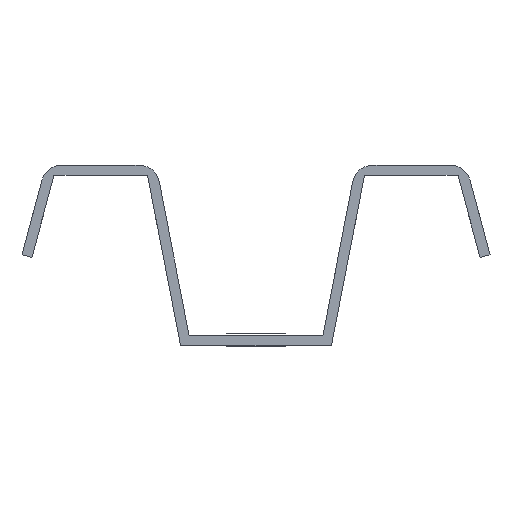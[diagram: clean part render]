
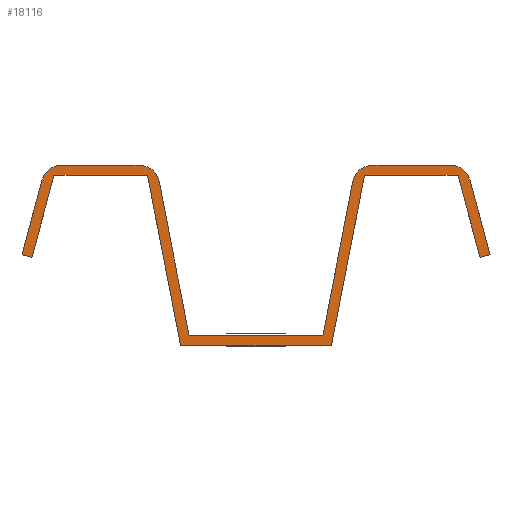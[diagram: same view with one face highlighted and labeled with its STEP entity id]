
A CAD part, front view. The second image highlights one B-rep face of the part: STEP entity #18116.
In plain terms, the highlighted planar face has unit normal (0, -1, 0).
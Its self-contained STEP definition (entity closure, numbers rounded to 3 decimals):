
#1002=FACE_OUTER_BOUND('',#1744,.T.);
#1744=EDGE_LOOP('',(#16777,#16778,#16779,#16780,#16781,#16782,#16783,#16784,
#16785,#16786,#16787,#16788,#16789,#16790,#16791,#16792,#16793,#16794,#16795,
#16796));
#2225=CIRCLE('',#19235,3.);
#2226=CIRCLE('',#19315,3.);
#2228=CIRCLE('',#19404,3.);
#2230=CIRCLE('',#19487,3.);
#3996=LINE('',#28831,#6288);
#4039=LINE('',#28878,#6331);
#4199=LINE('',#29122,#6491);
#4238=LINE('',#29200,#6530);
#4245=LINE('',#29255,#6537);
#4330=LINE('',#29385,#6622);
#4338=LINE('',#29398,#6630);
#4453=LINE('',#29597,#6745);
#4512=LINE('',#29718,#6804);
#4515=LINE('',#29725,#6807);
#4516=LINE('',#29728,#6808);
#4518=LINE('',#29731,#6810);
#4519=LINE('',#29734,#6811);
#4521=LINE('',#29737,#6813);
#4522=LINE('',#29740,#6814);
#4524=LINE('',#29743,#6816);
#6288=VECTOR('',#23035,1.);
#6331=VECTOR('',#23084,1.);
#6491=VECTOR('',#23402,1.);
#6530=VECTOR('',#23513,1.);
#6537=VECTOR('',#23612,1.);
#6622=VECTOR('',#23779,1.);
#6630=VECTOR('',#23789,1.);
#6745=VECTOR('',#24064,1.);
#6804=VECTOR('',#24227,1.);
#6807=VECTOR('',#24238,1.);
#6808=VECTOR('',#24241,1.);
#6810=VECTOR('',#24245,1.);
#6811=VECTOR('',#24248,1.);
#6813=VECTOR('',#24252,1.);
#6814=VECTOR('',#24255,1.);
#6816=VECTOR('',#24259,1.);
#8739=VERTEX_POINT('',#28828);
#8740=VERTEX_POINT('',#28830);
#8741=VERTEX_POINT('',#28877);
#8743=VERTEX_POINT('',#29062);
#8744=VERTEX_POINT('',#29064);
#8745=VERTEX_POINT('',#29119);
#8746=VERTEX_POINT('',#29121);
#8749=VERTEX_POINT('',#29199);
#8750=VERTEX_POINT('',#29252);
#8751=VERTEX_POINT('',#29254);
#8755=VERTEX_POINT('',#29383);
#8758=VERTEX_POINT('',#29395);
#8759=VERTEX_POINT('',#29397);
#8761=VERTEX_POINT('',#29512);
#8763=VERTEX_POINT('',#29596);
#8765=VERTEX_POINT('',#29683);
#8773=VERTEX_POINT('',#29716);
#8774=VERTEX_POINT('',#29727);
#8775=VERTEX_POINT('',#29733);
#8776=VERTEX_POINT('',#29739);
#11020=EDGE_CURVE('',#8740,#8739,#3996,.T.);
#11063=EDGE_CURVE('',#8741,#8740,#4039,.T.);
#11174=EDGE_CURVE('',#8743,#8744,#2225,.T.);
#11224=EDGE_CURVE('',#8746,#8745,#4199,.T.);
#11263=EDGE_CURVE('',#8749,#8744,#4238,.T.);
#11269=EDGE_CURVE('',#8749,#8745,#2226,.T.);
#11271=EDGE_CURVE('',#8751,#8750,#4245,.T.);
#11356=EDGE_CURVE('',#8750,#8755,#4330,.T.);
#11364=EDGE_CURVE('',#8759,#8758,#4338,.T.);
#11439=EDGE_CURVE('',#8759,#8761,#2228,.T.);
#11481=EDGE_CURVE('',#8763,#8761,#4453,.T.);
#11525=EDGE_CURVE('',#8763,#8765,#2230,.T.);
#11544=EDGE_CURVE('',#8743,#8773,#4512,.T.);
#11547=EDGE_CURVE('',#8739,#8746,#4515,.T.);
#11548=EDGE_CURVE('',#8774,#8741,#4516,.T.);
#11550=EDGE_CURVE('',#8755,#8774,#4518,.T.);
#11551=EDGE_CURVE('',#8775,#8751,#4519,.T.);
#11553=EDGE_CURVE('',#8758,#8775,#4521,.T.);
#11554=EDGE_CURVE('',#8776,#8765,#4522,.T.);
#11556=EDGE_CURVE('',#8773,#8776,#4524,.T.);
#16777=ORIENTED_EDGE('',*,*,#11439,.F.);
#16778=ORIENTED_EDGE('',*,*,#11364,.T.);
#16779=ORIENTED_EDGE('',*,*,#11553,.T.);
#16780=ORIENTED_EDGE('',*,*,#11551,.T.);
#16781=ORIENTED_EDGE('',*,*,#11271,.T.);
#16782=ORIENTED_EDGE('',*,*,#11356,.T.);
#16783=ORIENTED_EDGE('',*,*,#11550,.T.);
#16784=ORIENTED_EDGE('',*,*,#11548,.T.);
#16785=ORIENTED_EDGE('',*,*,#11063,.T.);
#16786=ORIENTED_EDGE('',*,*,#11020,.T.);
#16787=ORIENTED_EDGE('',*,*,#11547,.T.);
#16788=ORIENTED_EDGE('',*,*,#11224,.T.);
#16789=ORIENTED_EDGE('',*,*,#11269,.F.);
#16790=ORIENTED_EDGE('',*,*,#11263,.T.);
#16791=ORIENTED_EDGE('',*,*,#11174,.F.);
#16792=ORIENTED_EDGE('',*,*,#11544,.T.);
#16793=ORIENTED_EDGE('',*,*,#11556,.T.);
#16794=ORIENTED_EDGE('',*,*,#11554,.T.);
#16795=ORIENTED_EDGE('',*,*,#11525,.F.);
#16796=ORIENTED_EDGE('',*,*,#11481,.T.);
#17374=PLANE('',#19507);
#18116=ADVANCED_FACE('',(#1002),#17374,.T.);
#19235=AXIS2_PLACEMENT_3D('',#29065,#23341,#23342);
#19315=AXIS2_PLACEMENT_3D('',#29244,#23595,#23596);
#19404=AXIS2_PLACEMENT_3D('',#29513,#23941,#23942);
#19487=AXIS2_PLACEMENT_3D('',#29684,#24191,#24192);
#19507=AXIS2_PLACEMENT_3D('',#29744,#24260,#24261);
#23035=DIRECTION('',(0.259,0.,-0.966));
#23084=DIRECTION('',(1.,0.,0.));
#23341=DIRECTION('center_axis',(0.,1.,0.));
#23342=DIRECTION('ref_axis',(-0.636,0.,0.772));
#23402=DIRECTION('',(-0.259,0.,0.966));
#23513=DIRECTION('',(-1.,0.,0.));
#23595=DIRECTION('center_axis',(0.,1.,0.));
#23596=DIRECTION('ref_axis',(0.609,0.,0.793));
#23612=DIRECTION('',(1.,0.,0.));
#23779=DIRECTION('',(0.191,0.,-0.982));
#23789=DIRECTION('',(-0.259,0.,-0.966));
#23941=DIRECTION('center_axis',(0.,1.,0.));
#23942=DIRECTION('ref_axis',(-0.609,0.,0.793));
#24064=DIRECTION('',(-1.,0.,0.));
#24191=DIRECTION('center_axis',(0.,1.,0.));
#24192=DIRECTION('ref_axis',(0.636,0.,0.772));
#24227=DIRECTION('',(-0.191,0.,-0.982));
#24238=DIRECTION('',(0.966,0.,0.259));
#24241=DIRECTION('',(0.191,0.,0.982));
#24245=DIRECTION('',(1.,0.,0.));
#24248=DIRECTION('',(0.259,0.,0.966));
#24252=DIRECTION('',(0.966,0.,-0.259));
#24255=DIRECTION('',(-0.191,0.,0.982));
#24259=DIRECTION('',(-1.,0.,0.));
#24260=DIRECTION('center_axis',(0.,-1.,0.));
#24261=DIRECTION('ref_axis',(0.,0.,-1.));
#28828=CARTESIAN_POINT('',(77.825,-1992.119,-0.303));
#28830=CARTESIAN_POINT('',(74.629,-1992.119,11.625));
#28831=CARTESIAN_POINT('',(74.629,-1992.119,11.625));
#28877=CARTESIAN_POINT('',(61.014,-1992.119,11.625));
#28878=CARTESIAN_POINT('',(61.014,-1992.119,11.625));
#29062=CARTESIAN_POINT('',(59.306,-1992.119,10.698));
#29064=CARTESIAN_POINT('',(62.251,-1992.119,13.125));
#29065=CARTESIAN_POINT('Origin',(62.251,-1992.119,10.125));
#29119=CARTESIAN_POINT('',(76.375,-1992.119,10.902));
#29121=CARTESIAN_POINT('',(79.274,-1992.119,0.085));
#29122=CARTESIAN_POINT('',(79.274,-1992.119,0.085));
#29199=CARTESIAN_POINT('',(73.478,-1992.119,13.125));
#29200=CARTESIAN_POINT('',(75.78,-1992.119,13.125));
#29244=CARTESIAN_POINT('Origin',(73.478,-1992.119,10.125));
#29252=CARTESIAN_POINT('',(29.446,-1992.119,11.625));
#29254=CARTESIAN_POINT('',(15.832,-1992.119,11.625));
#29255=CARTESIAN_POINT('',(15.832,-1992.119,11.625));
#29383=CARTESIAN_POINT('',(34.257,-1992.119,-13.125));
#29385=CARTESIAN_POINT('',(29.446,-1992.119,11.625));
#29395=CARTESIAN_POINT('',(11.187,-1992.119,0.085));
#29397=CARTESIAN_POINT('',(14.085,-1992.119,10.902));
#29398=CARTESIAN_POINT('',(14.681,-1992.119,13.125));
#29512=CARTESIAN_POINT('',(16.983,-1992.119,13.125));
#29513=CARTESIAN_POINT('Origin',(16.983,-1992.119,10.125));
#29596=CARTESIAN_POINT('',(28.21,-1992.119,13.125));
#29597=CARTESIAN_POINT('',(30.683,-1992.119,13.125));
#29683=CARTESIAN_POINT('',(31.155,-1992.119,10.698));
#29684=CARTESIAN_POINT('Origin',(28.21,-1992.119,10.125));
#29716=CARTESIAN_POINT('',(54.967,-1992.119,-11.625));
#29718=CARTESIAN_POINT('',(59.778,-1992.119,13.125));
#29725=CARTESIAN_POINT('',(77.825,-1992.119,-0.303));
#29727=CARTESIAN_POINT('',(56.203,-1992.119,-13.125));
#29728=CARTESIAN_POINT('',(56.203,-1992.119,-13.125));
#29731=CARTESIAN_POINT('',(34.257,-1992.119,-13.125));
#29733=CARTESIAN_POINT('',(12.636,-1992.119,-0.303));
#29734=CARTESIAN_POINT('',(12.636,-1992.119,-0.303));
#29737=CARTESIAN_POINT('',(11.187,-1992.119,0.085));
#29739=CARTESIAN_POINT('',(35.494,-1992.119,-11.625));
#29740=CARTESIAN_POINT('',(35.494,-1992.119,-11.625));
#29743=CARTESIAN_POINT('',(54.967,-1992.119,-11.625));
#29744=CARTESIAN_POINT('Origin',(45.23,-1992.119,2.108));
